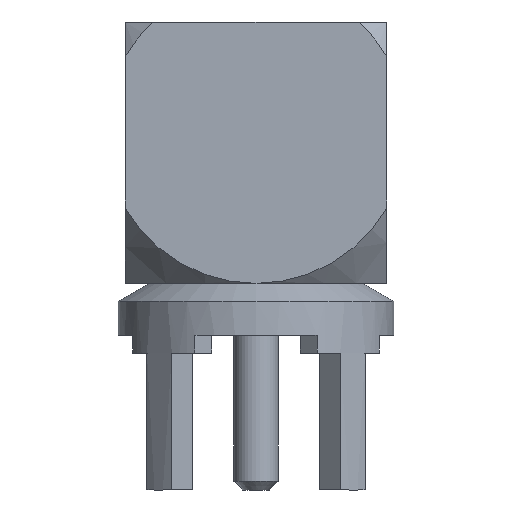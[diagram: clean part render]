
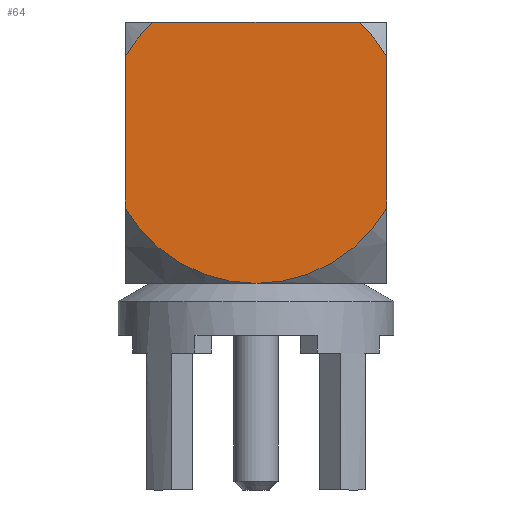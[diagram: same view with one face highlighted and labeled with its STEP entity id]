
A CAD part, left-side view. The second image highlights one B-rep face of the part: STEP entity #64.
In plain terms, the highlighted planar face has unit normal (-1, 0, 0).
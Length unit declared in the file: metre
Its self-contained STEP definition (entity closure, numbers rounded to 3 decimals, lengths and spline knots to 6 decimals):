
#64 = ADVANCED_FACE( '', ( #156 ), #157, .T. );
#156 = FACE_OUTER_BOUND( '', #1163, .T. );
#157 = PLANE( '', #1164 );
#1163 = EDGE_LOOP( '', ( #5645, #5646, #5647, #5648, #5649, #5650, #5651 ) );
#1164 = AXIS2_PLACEMENT_3D( '', #5652, #5653, #5654 );
#5645 = ORIENTED_EDGE( '', *, *, #6160, .F. );
#5646 = ORIENTED_EDGE( '', *, *, #6161, .T. );
#5647 = ORIENTED_EDGE( '', *, *, #6103, .T. );
#5648 = ORIENTED_EDGE( '', *, *, #6162, .T. );
#5649 = ORIENTED_EDGE( '', *, *, #6083, .T. );
#5650 = ORIENTED_EDGE( '', *, *, #6091, .F. );
#5651 = ORIENTED_EDGE( '', *, *, #6163, .T. );
#5652 = CARTESIAN_POINT( '', ( -0.00348, -0.003759, -0.004343 ) );
#5653 = DIRECTION( '', ( -1., 0., 0. ) );
#5654 = DIRECTION( '', ( 0., 0., 1. ) );
#6083 = EDGE_CURVE( '', #6268, #6271, #6273, .T. );
#6091 = EDGE_CURVE( '', #6285, #6271, #6288, .T. );
#6103 = EDGE_CURVE( '', #6309, #6307, #6310, .T. );
#6160 = EDGE_CURVE( '', #6417, #6418, #6419, .T. );
#6161 = EDGE_CURVE( '', #6417, #6309, #6420, .T. );
#6162 = EDGE_CURVE( '', #6307, #6268, #6421, .T. );
#6163 = EDGE_CURVE( '', #6285, #6418, #6422, .T. );
#6268 = VERTEX_POINT( '', #6592 );
#6271 = VERTEX_POINT( '', #6606 );
#6273 = CIRCLE( '', #6616, 0.004343 );
#6285 = VERTEX_POINT( '', #6667 );
#6288 = LINE( '', #6676, #6677 );
#6307 = VERTEX_POINT( '', #6729 );
#6309 = VERTEX_POINT( '', #6739 );
#6310 = LINE( '', #6740, #6741 );
#6417 = VERTEX_POINT( '', #7454 );
#6418 = VERTEX_POINT( '', #7455 );
#6419 = LINE( '', #7456, #7457 );
#6420 = CIRCLE( '', #7458, 0.004343 );
#6421 = CIRCLE( '', #7459, 0.004343 );
#6422 = CIRCLE( '', #7460, 0.004343 );
#6592 = CARTESIAN_POINT( '', ( -0.00348, 0., -0.004343 ) );
#6606 = CARTESIAN_POINT( '', ( -0.00348, -0.003759, -0.002176 ) );
#6616 = AXIS2_PLACEMENT_3D( '', #8235, #8236, #8237 );
#6667 = CARTESIAN_POINT( '', ( -0.00348, -0.003759, 0.002176 ) );
#6676 = CARTESIAN_POINT( '', ( -0.00348, -0.003759, 0.002176 ) );
#6677 = VECTOR( '', #8243, 1. );
#6729 = CARTESIAN_POINT( '', ( -0.00348, 0.003759, -0.002176 ) );
#6739 = CARTESIAN_POINT( '', ( -0.00348, 0.003759, 0.002176 ) );
#6740 = CARTESIAN_POINT( '', ( -0.00348, 0.003759, 0.002176 ) );
#6741 = VECTOR( '', #8251, 1. );
#7454 = CARTESIAN_POINT( '', ( -0.00348, 0.002964, 0.003175 ) );
#7455 = CARTESIAN_POINT( '', ( -0.00348, -0.002964, 0.003175 ) );
#7456 = CARTESIAN_POINT( '', ( -0.00348, 0.002964, 0.003175 ) );
#7457 = VECTOR( '', #8307, 1. );
#7458 = AXIS2_PLACEMENT_3D( '', #8308, #8309, #8310 );
#7459 = AXIS2_PLACEMENT_3D( '', #8311, #8312, #8313 );
#7460 = AXIS2_PLACEMENT_3D( '', #8314, #8315, #8316 );
#8235 = CARTESIAN_POINT( '', ( -0.00348, 0., 0. ) );
#8236 = DIRECTION( '', ( -1., 0., 0. ) );
#8237 = DIRECTION( '', ( 0., 0., -1. ) );
#8243 = DIRECTION( '', ( 0., 0., -1. ) );
#8251 = DIRECTION( '', ( 0., 0., -1. ) );
#8307 = DIRECTION( '', ( 0., -1., 0. ) );
#8308 = CARTESIAN_POINT( '', ( -0.00348, 0., 0. ) );
#8309 = DIRECTION( '', ( -1., 0., 0. ) );
#8310 = DIRECTION( '', ( 0., 0.682, 0.731 ) );
#8311 = CARTESIAN_POINT( '', ( -0.00348, 0., 0. ) );
#8312 = DIRECTION( '', ( -1., 0., 0. ) );
#8313 = DIRECTION( '', ( 0., 0.865, -0.501 ) );
#8314 = CARTESIAN_POINT( '', ( -0.00348, 0., 0. ) );
#8315 = DIRECTION( '', ( -1., 0., 0. ) );
#8316 = DIRECTION( '', ( 0., -0.865, 0.501 ) );
